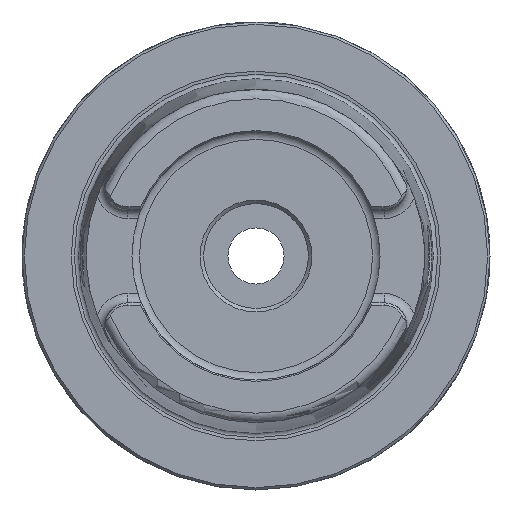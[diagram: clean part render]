
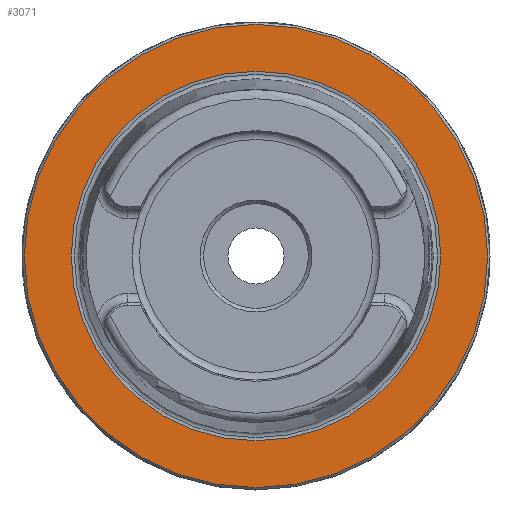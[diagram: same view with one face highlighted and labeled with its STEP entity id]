
A CAD part, left-side view. The second image highlights one B-rep face of the part: STEP entity #3071.
In plain terms, the highlighted planar face has unit normal (-1, 0, 0).
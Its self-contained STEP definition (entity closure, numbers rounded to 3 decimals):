
#126=FACE_BOUND('',#1010,.T.);
#146=PLANE('',#3372);
#831=FACE_OUTER_BOUND('',#1009,.T.);
#1009=EDGE_LOOP('',(#2525));
#1010=EDGE_LOOP('',(#2526,#2527));
#1184=CIRCLE('',#3371,49.5);
#1185=CIRCLE('',#3373,39.482);
#1186=CIRCLE('',#3374,39.482);
#1485=VERTEX_POINT('',#6603);
#1486=VERTEX_POINT('',#6607);
#1487=VERTEX_POINT('',#6608);
#1868=EDGE_CURVE('',#1485,#1485,#1184,.T.);
#1869=EDGE_CURVE('',#1486,#1487,#1185,.T.);
#1870=EDGE_CURVE('',#1487,#1486,#1186,.T.);
#2525=ORIENTED_EDGE('',*,*,#1868,.F.);
#2526=ORIENTED_EDGE('',*,*,#1869,.T.);
#2527=ORIENTED_EDGE('',*,*,#1870,.T.);
#3071=ADVANCED_FACE('',(#831,#126),#146,.T.);
#3371=AXIS2_PLACEMENT_3D('',#6605,#3925,#3926);
#3372=AXIS2_PLACEMENT_3D('',#6606,#3927,#3928);
#3373=AXIS2_PLACEMENT_3D('',#6609,#3929,#3930);
#3374=AXIS2_PLACEMENT_3D('',#6610,#3931,#3932);
#3925=DIRECTION('center_axis',(1.,0.,0.));
#3926=DIRECTION('ref_axis',(0.,-1.,0.));
#3927=DIRECTION('center_axis',(-1.,0.,0.));
#3928=DIRECTION('ref_axis',(0.,0.,1.));
#3929=DIRECTION('center_axis',(1.,0.,0.));
#3930=DIRECTION('ref_axis',(0.,1.,0.));
#3931=DIRECTION('center_axis',(1.,0.,0.));
#3932=DIRECTION('ref_axis',(0.,1.,0.));
#6603=CARTESIAN_POINT('',(0.,49.5,0.));
#6605=CARTESIAN_POINT('Origin',(0.,0.,0.));
#6606=CARTESIAN_POINT('Origin',(0.,25.,0.));
#6607=CARTESIAN_POINT('',(0.,39.482,0.));
#6608=CARTESIAN_POINT('',(0.,-39.482,0.));
#6609=CARTESIAN_POINT('Origin',(0.,0.,0.));
#6610=CARTESIAN_POINT('Origin',(0.,0.,0.));
